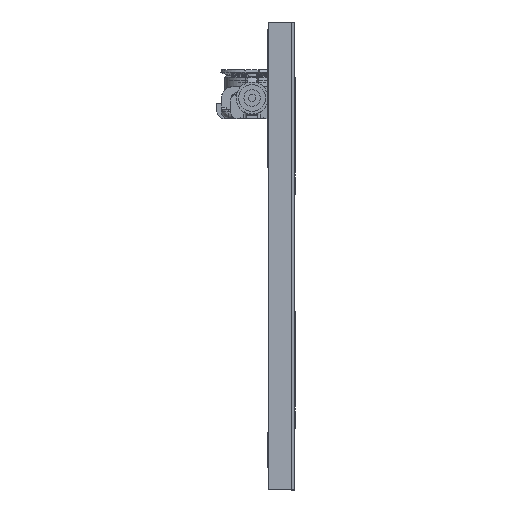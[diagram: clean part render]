
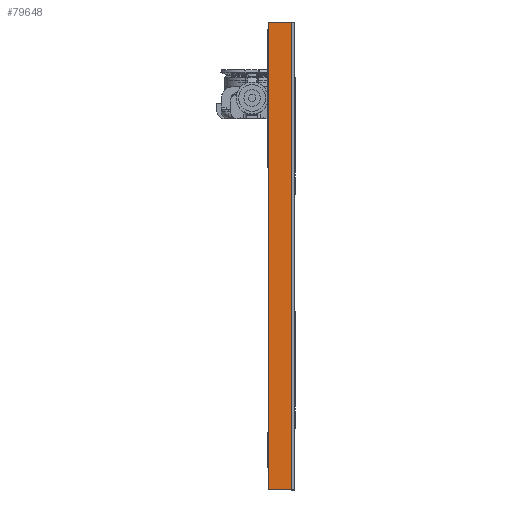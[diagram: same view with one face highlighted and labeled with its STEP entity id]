
A CAD part, left-side view. The second image highlights one B-rep face of the part: STEP entity #79648.
In plain terms, the highlighted planar face has unit normal (-1, 0, 0).
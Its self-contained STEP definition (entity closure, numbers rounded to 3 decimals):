
#2925 = VECTOR ( 'NONE', #54251, 1000. ) ;
#4296 = VERTEX_POINT ( 'NONE', #70502 ) ;
#7760 = VERTEX_POINT ( 'NONE', #77755 ) ;
#8741 = LINE ( 'NONE', #38987, #50191 ) ;
#10834 = VECTOR ( 'NONE', #19207, 1000. ) ;
#17692 = CARTESIAN_POINT ( 'NONE',  ( -40., -1., -20. ) ) ;
#19207 = DIRECTION ( 'NONE',  ( 0., 0., 1. ) ) ;
#21265 = EDGE_CURVE ( 'NONE', #58974, #25752, #78176, .T. ) ;
#24643 = LINE ( 'NONE', #17692, #75431 ) ;
#25752 = VERTEX_POINT ( 'NONE', #35593 ) ;
#27285 = CARTESIAN_POINT ( 'NONE',  ( -40., -1., -20. ) ) ;
#30026 = AXIS2_PLACEMENT_3D ( 'NONE', #71234, #84269, #84565 ) ;
#32958 = EDGE_CURVE ( 'NONE', #4296, #25752, #8741, .T. ) ;
#34669 = ORIENTED_EDGE ( 'NONE', *, *, #21265, .F. ) ;
#35044 = LINE ( 'NONE', #27285, #2925 ) ;
#35593 = CARTESIAN_POINT ( 'NONE',  ( -40., 0., 0. ) ) ;
#35798 = FACE_OUTER_BOUND ( 'NONE', #66239, .T. ) ;
#37303 = CARTESIAN_POINT ( 'NONE',  ( -40., 0., -20. ) ) ;
#38987 = CARTESIAN_POINT ( 'NONE',  ( -40., -1., 0. ) ) ;
#40857 = EDGE_CURVE ( 'NONE', #7760, #4296, #24643, .T. ) ;
#42968 = ORIENTED_EDGE ( 'NONE', *, *, #69246, .F. ) ;
#44596 = DIRECTION ( 'NONE',  ( 0., 0., 1. ) ) ;
#50191 = VECTOR ( 'NONE', #52598, 1000. ) ;
#50757 = ORIENTED_EDGE ( 'NONE', *, *, #32958, .T. ) ;
#51597 = PLANE ( 'NONE',  #30026 ) ;
#52598 = DIRECTION ( 'NONE',  ( 0., 1., 0. ) ) ;
#54251 = DIRECTION ( 'NONE',  ( 0., 1., 0. ) ) ;
#58974 = VERTEX_POINT ( 'NONE', #37303 ) ;
#65785 = CARTESIAN_POINT ( 'NONE',  ( -40., 0., -20. ) ) ;
#66239 = EDGE_LOOP ( 'NONE', ( #34669, #42968, #79712, #50757 ) ) ;
#69246 = EDGE_CURVE ( 'NONE', #7760, #58974, #35044, .T. ) ;
#70502 = CARTESIAN_POINT ( 'NONE',  ( -40., -1., 0. ) ) ;
#71234 = CARTESIAN_POINT ( 'NONE',  ( -40., -1., -20. ) ) ;
#75431 = VECTOR ( 'NONE', #44596, 1000. ) ;
#77755 = CARTESIAN_POINT ( 'NONE',  ( -40., -1., -20. ) ) ;
#78176 = LINE ( 'NONE', #65785, #10834 ) ;
#79648 = ADVANCED_FACE ( 'NONE', ( #35798 ), #51597, .T. ) ;
#79712 = ORIENTED_EDGE ( 'NONE', *, *, #40857, .T. ) ;
#84269 = DIRECTION ( 'NONE',  ( -1., 0., 0. ) ) ;
#84565 = DIRECTION ( 'NONE',  ( 0., 0., 1. ) ) ;
